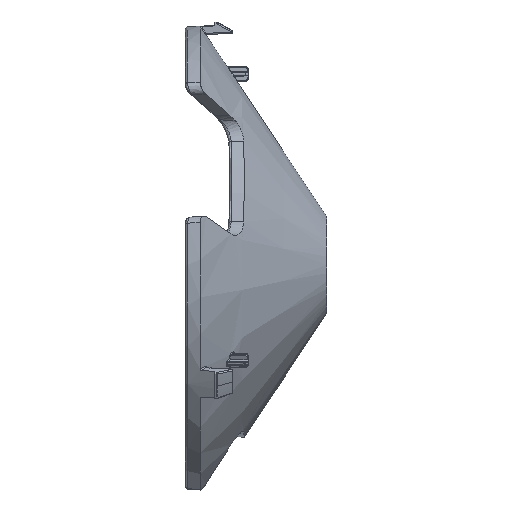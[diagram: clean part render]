
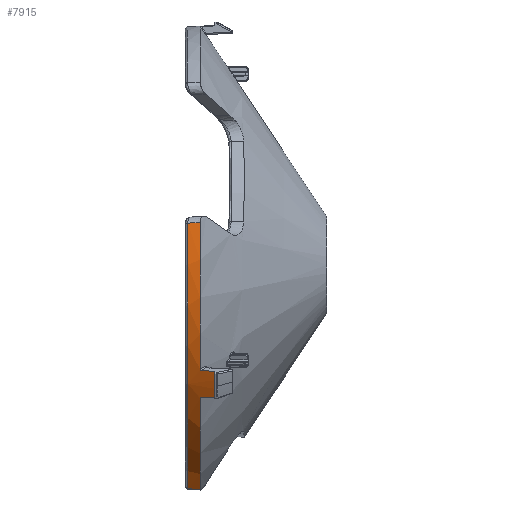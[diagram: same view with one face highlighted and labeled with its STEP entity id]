
A CAD part, left-side view. The second image highlights one B-rep face of the part: STEP entity #7915.
In plain terms, the highlighted conical face has half-angle 3 degrees and reference radius 50 mm.
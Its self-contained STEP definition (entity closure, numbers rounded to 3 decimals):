
#121 = CARTESIAN_POINT ( 'NONE',  ( -41.509, 10.017, -27.874 ) ) ;
#145 = AXIS2_PLACEMENT_3D ( 'NONE', #13387, #7772, #2341 ) ;
#162 = DIRECTION ( 'NONE',  ( 0., 0., 1. ) ) ;
#542 = B_SPLINE_CURVE_WITH_KNOTS ( 'NONE', 3,
 ( #6120, #3890, #9452, #12541, #1641, #13846 ),
 .UNSPECIFIED., .F., .F.,
 ( 4, 2, 4 ),
 ( 0., 0., 0. ),
 .UNSPECIFIED. ) ;
#662 = CARTESIAN_POINT ( 'NONE',  ( -16.873, 10.49, -47.04 ) ) ;
#800 = CARTESIAN_POINT ( 'NONE',  ( -16.919, 11.365, -46.975 ) ) ;
#1058 = AXIS2_PLACEMENT_3D ( 'NONE', #12356, #1382, #162 ) ;
#1073 = CARTESIAN_POINT ( 'NONE',  ( -44.853, 9.775, -22.122 ) ) ;
#1094 = CARTESIAN_POINT ( 'NONE',  ( -49.141, 11.365, 8.835 ) ) ;
#1130 = CARTESIAN_POINT ( 'NONE',  ( -41.584, 9.775, -27.783 ) ) ;
#1217 = VERTEX_POINT ( 'NONE', #12464 ) ;
#1344 = ORIENTED_EDGE ( 'NONE', *, *, #11219, .T. ) ;
#1346 = CARTESIAN_POINT ( 'NONE',  ( -16.986, 12.658, -46.878 ) ) ;
#1382 = DIRECTION ( 'NONE',  ( 0., -1., 0. ) ) ;
#1531 = CARTESIAN_POINT ( 'NONE',  ( -44.919, 7., -22.317 ) ) ;
#1548 = ORIENTED_EDGE ( 'NONE', *, *, #9734, .T. ) ;
#1641 = CARTESIAN_POINT ( 'NONE',  ( -44.921, 10.052, -21.951 ) ) ;
#1787 = B_SPLINE_CURVE_WITH_KNOTS ( 'NONE', 3,
 ( #5626, #3306, #121, #5550, #3451, #1130 ),
 .UNSPECIFIED., .F., .F.,
 ( 4, 2, 4 ),
 ( 0., 0., 0. ),
 .UNSPECIFIED. ) ;
#1895 = EDGE_CURVE ( 'NONE', #11406, #5493, #6979, .T. ) ;
#2031 = CARTESIAN_POINT ( 'NONE',  ( -49.191, 10.052, 8.943 ) ) ;
#2138 = DIRECTION ( 'NONE',  ( 0., 0., 1. ) ) ;
#2341 = DIRECTION ( 'NONE',  ( 0., 0., -1. ) ) ;
#2406 = CARTESIAN_POINT ( 'NONE',  ( -49.107, 12.227, 8.764 ) ) ;
#2667 = EDGE_CURVE ( 'NONE', #1217, #11102, #2893, .T. ) ;
#2893 = B_SPLINE_CURVE_WITH_KNOTS ( 'NONE', 3,
 ( #1073, #12130, #4544, #10914 ),
 .UNSPECIFIED., .F., .F.,
 ( 4, 4 ),
 ( 0.015, 0.017 ),
 .UNSPECIFIED. ) ;
#2951 = CARTESIAN_POINT ( 'NONE',  ( 0., 10., 0. ) ) ;
#3306 = CARTESIAN_POINT ( 'NONE',  ( -41.47, 10.052, -27.928 ) ) ;
#3451 = CARTESIAN_POINT ( 'NONE',  ( -41.579, 9.845, -27.784 ) ) ;
#3688 = CONICAL_SURFACE ( 'NONE', #11757, 50., 0.052 ) ;
#3813 = CARTESIAN_POINT ( 'NONE',  ( -41.612, 9.393, -27.778 ) ) ;
#3890 = CARTESIAN_POINT ( 'NONE',  ( -44.852, 9.845, -22.117 ) ) ;
#4025 = CARTESIAN_POINT ( 'NONE',  ( -41.584, 9.775, -27.783 ) ) ;
#4196 = CARTESIAN_POINT ( 'NONE',  ( -16.986, 12.658, -46.878 ) ) ;
#4355 = ORIENTED_EDGE ( 'NONE', *, *, #8100, .T. ) ;
#4492 = CARTESIAN_POINT ( 'NONE',  ( -49.124, 11.796, 8.8 ) ) ;
#4544 = CARTESIAN_POINT ( 'NONE',  ( -44.897, 7.925, -22.252 ) ) ;
#4837 = B_SPLINE_CURVE_WITH_KNOTS ( 'NONE', 3,
 ( #4196, #11722, #9555, #800, #7536, #662, #11864 ),
 .UNSPECIFIED., .F., .F.,
 ( 4, 3, 4 ),
 ( 0., 0.002, 0.003 ),
 .UNSPECIFIED. ) ;
#4838 = CIRCLE ( 'NONE', #10166, 49.997 ) ;
#4969 = EDGE_CURVE ( 'NONE', #5493, #7993, #1787, .T. ) ;
#5036 = CARTESIAN_POINT ( 'NONE',  ( -41.747, 7.543, -27.751 ) ) ;
#5493 = VERTEX_POINT ( 'NONE', #7359 ) ;
#5550 = CARTESIAN_POINT ( 'NONE',  ( -41.563, 9.912, -27.803 ) ) ;
#5626 = CARTESIAN_POINT ( 'NONE',  ( -41.431, 10.052, -27.985 ) ) ;
#5911 = CARTESIAN_POINT ( 'NONE',  ( -41.786, 7., -27.743 ) ) ;
#6115 = CARTESIAN_POINT ( 'NONE',  ( -41.707, 8.086, -27.759 ) ) ;
#6120 = CARTESIAN_POINT ( 'NONE',  ( -44.853, 9.775, -22.122 ) ) ;
#6348 = CARTESIAN_POINT ( 'NONE',  ( -41.584, 9.775, -27.783 ) ) ;
#6822 = CIRCLE ( 'NONE', #1058, 49.861 ) ;
#6979 = CIRCLE ( 'NONE', #10669, 49.997 ) ;
#7027 = VERTEX_POINT ( 'NONE', #1346 ) ;
#7068 = CARTESIAN_POINT ( 'NONE',  ( -16.85, 10.052, -47.072 ) ) ;
#7206 = EDGE_LOOP ( 'NONE', ( #12522, #11119, #1344, #10922, #12171, #4355, #12411, #11986, #10605, #1548 ) ) ;
#7359 = CARTESIAN_POINT ( 'NONE',  ( -41.431, 10.052, -27.985 ) ) ;
#7364 = DIRECTION ( 'NONE',  ( 0., -1., 0. ) ) ;
#7536 = CARTESIAN_POINT ( 'NONE',  ( -16.896, 10.927, -47.007 ) ) ;
#7772 = DIRECTION ( 'NONE',  ( 0., 1., 0. ) ) ;
#7828 = CARTESIAN_POINT ( 'NONE',  ( -49.174, 10.49, 8.907 ) ) ;
#7915 = ADVANCED_FACE ( 'NONE', ( #12844 ), #3688, .T. ) ;
#7993 = VERTEX_POINT ( 'NONE', #6348 ) ;
#8100 = EDGE_CURVE ( 'NONE', #7993, #14271, #13098, .T. ) ;
#8214 = VERTEX_POINT ( 'NONE', #8725 ) ;
#8505 = CARTESIAN_POINT ( 'NONE',  ( -49.091, 12.658, 8.729 ) ) ;
#8578 = CARTESIAN_POINT ( 'NONE',  ( 0., 10.052, 0. ) ) ;
#8725 = CARTESIAN_POINT ( 'NONE',  ( -44.952, 10.052, -21.888 ) ) ;
#8986 = CARTESIAN_POINT ( 'NONE',  ( -49.191, 10.052, 8.943 ) ) ;
#9305 = CARTESIAN_POINT ( 'NONE',  ( -41.668, 8.629, -27.767 ) ) ;
#9452 = CARTESIAN_POINT ( 'NONE',  ( -44.859, 9.912, -22.093 ) ) ;
#9555 = CARTESIAN_POINT ( 'NONE',  ( -16.941, 11.796, -46.943 ) ) ;
#9734 = EDGE_CURVE ( 'NONE', #8214, #11185, #4838, .T. ) ;
#9821 = CARTESIAN_POINT ( 'NONE',  ( 0., 10.052, 0. ) ) ;
#10166 = AXIS2_PLACEMENT_3D ( 'NONE', #8578, #12037, #2138 ) ;
#10562 = VERTEX_POINT ( 'NONE', #8505 ) ;
#10605 = ORIENTED_EDGE ( 'NONE', *, *, #11397, .T. ) ;
#10669 = AXIS2_PLACEMENT_3D ( 'NONE', #9821, #13208, #14221 ) ;
#10914 = CARTESIAN_POINT ( 'NONE',  ( -44.919, 7., -22.317 ) ) ;
#10922 = ORIENTED_EDGE ( 'NONE', *, *, #1895, .T. ) ;
#11102 = VERTEX_POINT ( 'NONE', #1531 ) ;
#11119 = ORIENTED_EDGE ( 'NONE', *, *, #14055, .T. ) ;
#11185 = VERTEX_POINT ( 'NONE', #2031 ) ;
#11218 = CARTESIAN_POINT ( 'NONE',  ( -49.091, 12.658, 8.729 ) ) ;
#11219 = EDGE_CURVE ( 'NONE', #7027, #11406, #4837, .T. ) ;
#11322 = B_SPLINE_CURVE_WITH_KNOTS ( 'NONE', 3,
 ( #8986, #7828, #12288, #1094, #4492, #2406, #11218 ),
 .UNSPECIFIED., .F., .F.,
 ( 4, 3, 4 ),
 ( 0., 0.001, 0.003 ),
 .UNSPECIFIED. ) ;
#11397 = EDGE_CURVE ( 'NONE', #1217, #8214, #542, .T. ) ;
#11406 = VERTEX_POINT ( 'NONE', #7068 ) ;
#11644 = CARTESIAN_POINT ( 'NONE',  ( -41.786, 7., -27.743 ) ) ;
#11681 = CARTESIAN_POINT ( 'NONE',  ( -41.64, 9.011, -27.772 ) ) ;
#11706 = EDGE_CURVE ( 'NONE', #14271, #11102, #14215, .T. ) ;
#11722 = CARTESIAN_POINT ( 'NONE',  ( -16.963, 12.227, -46.91 ) ) ;
#11757 = AXIS2_PLACEMENT_3D ( 'NONE', #2951, #7364, #11769 ) ;
#11769 = DIRECTION ( 'NONE',  ( 0., 0., 1. ) ) ;
#11864 = CARTESIAN_POINT ( 'NONE',  ( -16.85, 10.052, -47.072 ) ) ;
#11986 = ORIENTED_EDGE ( 'NONE', *, *, #2667, .F. ) ;
#12037 = DIRECTION ( 'NONE',  ( 0., 1., 0. ) ) ;
#12130 = CARTESIAN_POINT ( 'NONE',  ( -44.875, 8.85, -22.187 ) ) ;
#12171 = ORIENTED_EDGE ( 'NONE', *, *, #4969, .T. ) ;
#12288 = CARTESIAN_POINT ( 'NONE',  ( -49.157, 10.927, 8.871 ) ) ;
#12356 = CARTESIAN_POINT ( 'NONE',  ( 0., 12.658, 0. ) ) ;
#12411 = ORIENTED_EDGE ( 'NONE', *, *, #11706, .T. ) ;
#12464 = CARTESIAN_POINT ( 'NONE',  ( -44.853, 9.775, -22.122 ) ) ;
#12522 = ORIENTED_EDGE ( 'NONE', *, *, #14073, .T. ) ;
#12541 = CARTESIAN_POINT ( 'NONE',  ( -44.893, 10.016, -22.011 ) ) ;
#12844 = FACE_OUTER_BOUND ( 'NONE', #7206, .T. ) ;
#13098 = B_SPLINE_CURVE_WITH_KNOTS ( 'NONE', 3,
 ( #4025, #3813, #11681, #9305, #6115, #5036, #5911 ),
 .UNSPECIFIED., .F., .F.,
 ( 4, 3, 4 ),
 ( 0.005, 0.006, 0.007 ),
 .UNSPECIFIED. ) ;
#13208 = DIRECTION ( 'NONE',  ( 0., 1., 0. ) ) ;
#13387 = CARTESIAN_POINT ( 'NONE',  ( 0., 7., 0. ) ) ;
#13846 = CARTESIAN_POINT ( 'NONE',  ( -44.952, 10.052, -21.888 ) ) ;
#14055 = EDGE_CURVE ( 'NONE', #10562, #7027, #6822, .T. ) ;
#14073 = EDGE_CURVE ( 'NONE', #11185, #10562, #11322, .T. ) ;
#14215 = CIRCLE ( 'NONE', #145, 50.157 ) ;
#14221 = DIRECTION ( 'NONE',  ( 0., 0., 1. ) ) ;
#14271 = VERTEX_POINT ( 'NONE', #11644 ) ;
